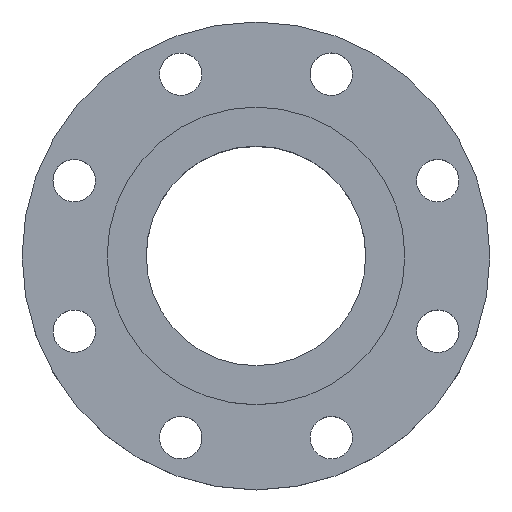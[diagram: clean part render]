
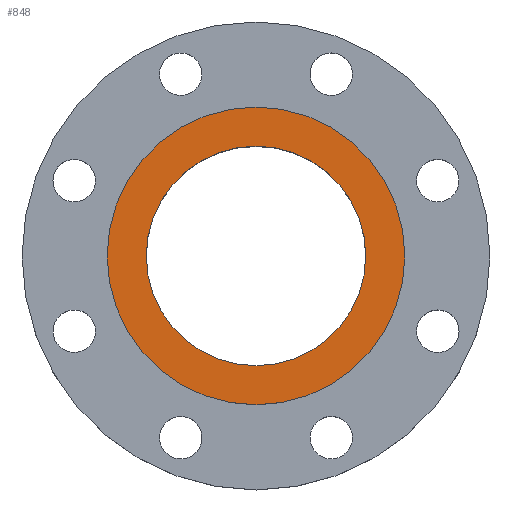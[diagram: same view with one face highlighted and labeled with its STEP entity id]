
A CAD part, top view. The second image highlights one B-rep face of the part: STEP entity #848.
In plain terms, the highlighted planar face has unit normal (0, 0, 1).
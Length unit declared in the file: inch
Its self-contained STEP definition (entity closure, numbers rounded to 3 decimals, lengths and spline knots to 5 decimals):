
#9 = AXIS2_PLACEMENT_3D ( 'NONE', #1039, #111, #960 ) ;
#111 = DIRECTION ( 'NONE',  ( 0., 0., 1. ) ) ;
#124 = EDGE_LOOP ( 'NONE', ( #725, #684 ) ) ;
#185 = CARTESIAN_POINT ( 'NONE',  ( 3.5, 0., 0.25 ) ) ;
#201 = EDGE_CURVE ( 'NONE', #983, #284, #657, .T. ) ;
#241 = CARTESIAN_POINT ( 'NONE',  ( 0., 0., 0.25 ) ) ;
#250 = DIRECTION ( 'NONE',  ( 1., 0., 0. ) ) ;
#266 = VERTEX_POINT ( 'NONE', #185 ) ;
#284 = VERTEX_POINT ( 'NONE', #351 ) ;
#294 = CARTESIAN_POINT ( 'NONE',  ( 0., 0., 0.25 ) ) ;
#320 = AXIS2_PLACEMENT_3D ( 'NONE', #294, #640, #976 ) ;
#326 = DIRECTION ( 'NONE',  ( 0., 0., 1. ) ) ;
#351 = CARTESIAN_POINT ( 'NONE',  ( 2.58, 0., 0.25 ) ) ;
#468 = EDGE_LOOP ( 'NONE', ( #762, #962 ) ) ;
#509 = CARTESIAN_POINT ( 'NONE',  ( 0., 0., 0.25 ) ) ;
#568 = CARTESIAN_POINT ( 'NONE',  ( -3.5, 0., 0.25 ) ) ;
#582 = CARTESIAN_POINT ( 'NONE',  ( -2.58, 0., 0.25 ) ) ;
#640 = DIRECTION ( 'NONE',  ( 0., 0., 1. ) ) ;
#657 = CIRCLE ( 'NONE', #9, 2.58 ) ;
#684 = ORIENTED_EDGE ( 'NONE', *, *, #977, .F. ) ;
#722 = PLANE ( 'NONE',  #320 ) ;
#725 = ORIENTED_EDGE ( 'NONE', *, *, #201, .F. ) ;
#738 = VERTEX_POINT ( 'NONE', #568 ) ;
#756 = CIRCLE ( 'NONE', #937, 3.5 ) ;
#762 = ORIENTED_EDGE ( 'NONE', *, *, #963, .T. ) ;
#798 = AXIS2_PLACEMENT_3D ( 'NONE', #509, #326, #1005 ) ;
#816 = FACE_OUTER_BOUND ( 'NONE', #468, .T. ) ;
#835 = DIRECTION ( 'NONE',  ( 0., 0., 1. ) ) ;
#842 = DIRECTION ( 'NONE',  ( 1., 0., 0. ) ) ;
#848 = ADVANCED_FACE ( 'NONE', ( #1070, #816 ), #722, .T. ) ;
#849 = DIRECTION ( 'NONE',  ( 0., 0., 1. ) ) ;
#906 = CIRCLE ( 'NONE', #923, 3.5 ) ;
#923 = AXIS2_PLACEMENT_3D ( 'NONE', #241, #849, #842 ) ;
#924 = CARTESIAN_POINT ( 'NONE',  ( 0., 0., 0.25 ) ) ;
#937 = AXIS2_PLACEMENT_3D ( 'NONE', #924, #835, #250 ) ;
#960 = DIRECTION ( 'NONE',  ( 1., 0., 0. ) ) ;
#962 = ORIENTED_EDGE ( 'NONE', *, *, #981, .T. ) ;
#963 = EDGE_CURVE ( 'NONE', #738, #266, #756, .T. ) ;
#976 = DIRECTION ( 'NONE',  ( 1., 0., 0. ) ) ;
#977 = EDGE_CURVE ( 'NONE', #284, #983, #1008, .T. ) ;
#981 = EDGE_CURVE ( 'NONE', #266, #738, #906, .T. ) ;
#983 = VERTEX_POINT ( 'NONE', #582 ) ;
#1005 = DIRECTION ( 'NONE',  ( 1., 0., 0. ) ) ;
#1008 = CIRCLE ( 'NONE', #798, 2.58 ) ;
#1039 = CARTESIAN_POINT ( 'NONE',  ( 0., 0., 0.25 ) ) ;
#1070 = FACE_BOUND ( 'NONE', #124, .T. ) ;
